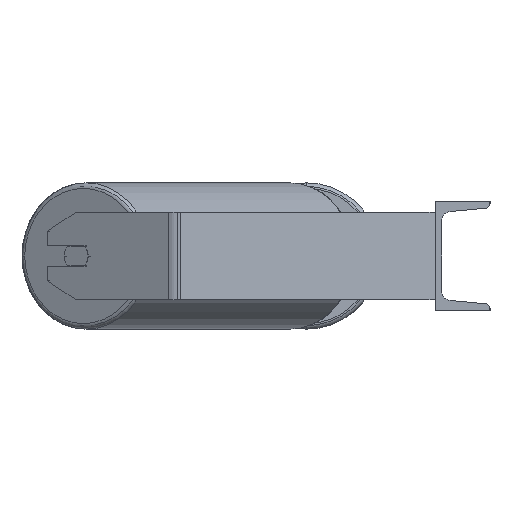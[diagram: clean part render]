
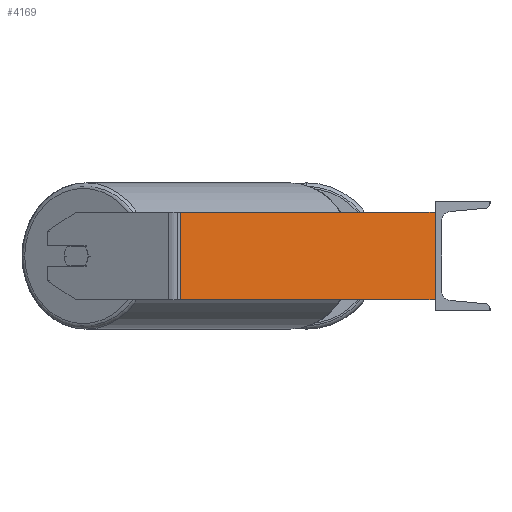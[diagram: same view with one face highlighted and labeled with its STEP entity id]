
A CAD part, left-side view. The second image highlights one B-rep face of the part: STEP entity #4169.
In plain terms, the highlighted planar face has unit normal (-0.985, -0.174, 0).
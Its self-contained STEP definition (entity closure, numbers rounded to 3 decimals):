
#209 = ORIENTED_EDGE ( 'NONE', *, *, #2857, .T. ) ;
#410 = DIRECTION ( 'NONE',  ( 0.174, -0.985, 0. ) ) ;
#504 = DIRECTION ( 'NONE',  ( -0.174, 0.985, 0. ) ) ;
#563 = EDGE_CURVE ( 'NONE', #8918, #9148, #7250, .T. ) ;
#732 = ORIENTED_EDGE ( 'NONE', *, *, #3606, .T. ) ;
#930 = CARTESIAN_POINT ( 'NONE',  ( -626.803, 237.076, 40. ) ) ;
#2500 = PLANE ( 'NONE',  #8786 ) ;
#2857 = EDGE_CURVE ( 'NONE', #4862, #8654, #5265, .T. ) ;
#2965 = VECTOR ( 'NONE', #3030, 1000. ) ;
#3030 = DIRECTION ( 'NONE',  ( 0.174, -0.985, 0. ) ) ;
#3440 = CARTESIAN_POINT ( 'NONE',  ( -585., 0., 40. ) ) ;
#3583 = CARTESIAN_POINT ( 'NONE',  ( -625.792, 231.341, 40. ) ) ;
#3606 = EDGE_CURVE ( 'NONE', #8918, #4862, #7786, .T. ) ;
#3945 = CARTESIAN_POINT ( 'NONE',  ( -626.803, 237.076, 40. ) ) ;
#4046 = DIRECTION ( 'NONE',  ( 0.985, 0.174, 0. ) ) ;
#4169 = ADVANCED_FACE ( 'NONE', ( #6735 ), #2500, .F. ) ;
#4497 = CARTESIAN_POINT ( 'NONE',  ( -585., 0., -40. ) ) ;
#4785 = VECTOR ( 'NONE', #6460, 1000. ) ;
#4862 = VERTEX_POINT ( 'NONE', #7289 ) ;
#4871 = DIRECTION ( 'NONE',  ( 0., 0., -1. ) ) ;
#5265 = LINE ( 'NONE', #8852, #7269 ) ;
#5960 = ORIENTED_EDGE ( 'NONE', *, *, #6116, .F. ) ;
#6116 = EDGE_CURVE ( 'NONE', #9148, #8654, #6960, .T. ) ;
#6124 = EDGE_LOOP ( 'NONE', ( #209, #5960, #7983, #732 ) ) ;
#6460 = DIRECTION ( 'NONE',  ( 0., 0., -1. ) ) ;
#6735 = FACE_OUTER_BOUND ( 'NONE', #6124, .T. ) ;
#6960 = LINE ( 'NONE', #3440, #8570 ) ;
#7250 = LINE ( 'NONE', #930, #2965 ) ;
#7269 = VECTOR ( 'NONE', #410, 1000. ) ;
#7289 = CARTESIAN_POINT ( 'NONE',  ( -625.792, 231.341, -40. ) ) ;
#7786 = LINE ( 'NONE', #3583, #4785 ) ;
#7906 = CARTESIAN_POINT ( 'NONE',  ( -585., 0., 40. ) ) ;
#7983 = ORIENTED_EDGE ( 'NONE', *, *, #563, .F. ) ;
#8570 = VECTOR ( 'NONE', #4871, 1000. ) ;
#8654 = VERTEX_POINT ( 'NONE', #4497 ) ;
#8786 = AXIS2_PLACEMENT_3D ( 'NONE', #3945, #4046, #504 ) ;
#8838 = CARTESIAN_POINT ( 'NONE',  ( -625.792, 231.341, 40. ) ) ;
#8852 = CARTESIAN_POINT ( 'NONE',  ( -626.803, 237.076, -40. ) ) ;
#8918 = VERTEX_POINT ( 'NONE', #8838 ) ;
#9148 = VERTEX_POINT ( 'NONE', #7906 ) ;
